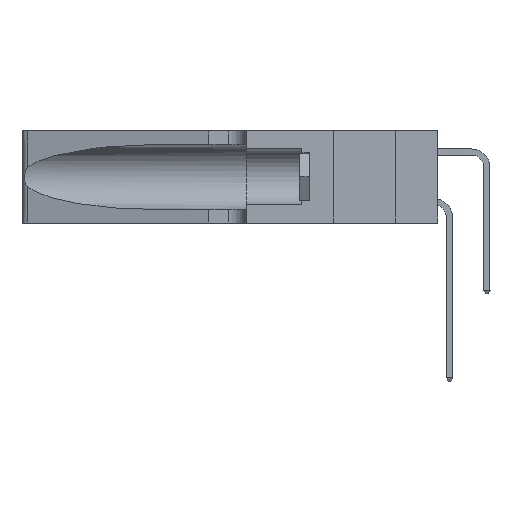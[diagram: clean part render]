
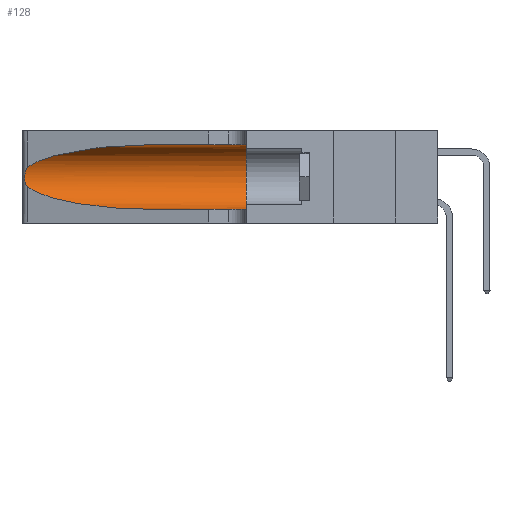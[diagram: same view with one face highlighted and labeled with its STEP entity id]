
A CAD part, left-side view. The second image highlights one B-rep face of the part: STEP entity #128.
In plain terms, the highlighted cylindrical face has radius 3.308 mm (diameter 6.617 mm), a partial arc.
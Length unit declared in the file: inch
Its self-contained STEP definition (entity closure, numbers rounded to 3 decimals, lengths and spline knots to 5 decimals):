
#128 = ADVANCED_FACE ( 'NONE', ( #16393 ), #228, .F. ) ;
#228 = CYLINDRICAL_SURFACE ( 'NONE', #15471, 0.13025 ) ;
#336 = CARTESIAN_POINT ( 'NONE',  ( 0.25555, 1.22994, 0.2215 ) ) ;
#359 = CARTESIAN_POINT ( 'NONE',  ( 0.1305, 0.35, 0.185 ) ) ;
#420 = CARTESIAN_POINT ( 'NONE',  ( 0.25787, 1.23484, 0.2124 ) ) ;
#424 = VERTEX_POINT ( 'NONE', #24946 ) ;
#786 = CARTESIAN_POINT ( 'NONE',  ( 0.2373, 1.15595, 0.28018 ) ) ;
#1520 = VERTEX_POINT ( 'NONE', #14693 ) ;
#1593 = CARTESIAN_POINT ( 'NONE',  ( 0.1305, 1.61858, 0.31525 ) ) ;
#2460 = DIRECTION ( 'NONE',  ( 0., 0., 1. ) ) ;
#2529 = CARTESIAN_POINT ( 'NONE',  ( 0.26018, 1.23835, 0.19895 ) ) ;
#2677 =( BOUNDED_CURVE ( )  B_SPLINE_CURVE ( 3, ( #12812, #22594, #6902, #20744 ),
 .UNSPECIFIED., .F., .F. ) 
 B_SPLINE_CURVE_WITH_KNOTS ( ( 4, 4 ),
 ( 3.44316, 4.71239 ),
 .UNSPECIFIED. ) 
 CURVE ( )  GEOMETRIC_REPRESENTATION_ITEM ( )  RATIONAL_B_SPLINE_CURVE ( ( 1., 0.87, 0.87, 1. ) ) 
 REPRESENTATION_ITEM ( '' )  );
#3361 = B_SPLINE_CURVE_WITH_KNOTS ( 'NONE', 3,
 ( #20467, #336, #12609, #420, #14607, #2529, #16607, #4644, #18572, #6693, #20538, #8670, #22483, #10684 ),
 .UNSPECIFIED., .F., .F.,
 ( 4, 2, 2, 2, 2, 2, 4 ),
 ( 0., 0.00027, 0.00053, 0.00107, 0.0016, 0.00187, 0.00214 ),
 .UNSPECIFIED. ) ;
#3692 = DIRECTION ( 'NONE',  ( 0., -1., 0. ) ) ;
#3766 = VERTEX_POINT ( 'NONE', #14704 ) ;
#4644 = CARTESIAN_POINT ( 'NONE',  ( 0.26075, 1.23896, 0.178 ) ) ;
#4887 = LINE ( 'NONE', #1593, #14885 ) ;
#5122 = EDGE_LOOP ( 'NONE', ( #20828, #21677, #13241, #21380, #5710, #22357 ) ) ;
#5710 = ORIENTED_EDGE ( 'NONE', *, *, #13593, .F. ) ;
#5890 = VERTEX_POINT ( 'NONE', #21149 ) ;
#6325 =( BOUNDED_CURVE ( )  B_SPLINE_CURVE ( 3, ( #24719, #12973, #786, #14977 ),
 .UNSPECIFIED., .F., .F. ) 
 B_SPLINE_CURVE_WITH_KNOTS ( ( 4, 4 ),
 ( 1.5708, 2.84003 ),
 .UNSPECIFIED. ) 
 CURVE ( )  GEOMETRIC_REPRESENTATION_ITEM ( )  RATIONAL_B_SPLINE_CURVE ( ( 1., 0.87, 0.87, 1. ) ) 
 REPRESENTATION_ITEM ( '' )  );
#6693 = CARTESIAN_POINT ( 'NONE',  ( 0.25856, 1.23593, 0.16098 ) ) ;
#6902 = CARTESIAN_POINT ( 'NONE',  ( 0.18966, 0.96281, 0.05475 ) ) ;
#7687 = EDGE_CURVE ( 'NONE', #424, #1520, #3361, .T. ) ;
#8275 = CARTESIAN_POINT ( 'NONE',  ( 0.1305, 1.61858, 0.185 ) ) ;
#8627 = DIRECTION ( 'NONE',  ( 0., 0., -1. ) ) ;
#8670 = CARTESIAN_POINT ( 'NONE',  ( 0.25639, 1.23186, 0.15144 ) ) ;
#8735 = LINE ( 'NONE', #11942, #18681 ) ;
#8880 = VERTEX_POINT ( 'NONE', #14558 ) ;
#8957 = EDGE_CURVE ( 'NONE', #1520, #3766, #2677, .T. ) ;
#10546 = EDGE_CURVE ( 'NONE', #3766, #5890, #8735, .T. ) ;
#10684 = CARTESIAN_POINT ( 'NONE',  ( 0.25487, 1.22718, 0.14631 ) ) ;
#11942 = CARTESIAN_POINT ( 'NONE',  ( 0.1305, 1.61858, 0.05475 ) ) ;
#12609 = CARTESIAN_POINT ( 'NONE',  ( 0.25639, 1.23184, 0.21858 ) ) ;
#12812 = CARTESIAN_POINT ( 'NONE',  ( 0.25487, 1.22718, 0.14631 ) ) ;
#12973 = CARTESIAN_POINT ( 'NONE',  ( 0.18966, 0.96281, 0.31525 ) ) ;
#13241 = ORIENTED_EDGE ( 'NONE', *, *, #8957, .T. ) ;
#13593 = EDGE_CURVE ( 'NONE', #14368, #5890, #25532, .T. ) ;
#13941 = DIRECTION ( 'NONE',  ( 0., -1., 0. ) ) ;
#14368 = VERTEX_POINT ( 'NONE', #24624 ) ;
#14549 = DIRECTION ( 'NONE',  ( 0., 1., 0. ) ) ;
#14558 = CARTESIAN_POINT ( 'NONE',  ( 0.1305, 0.72297, 0.31525 ) ) ;
#14607 = CARTESIAN_POINT ( 'NONE',  ( 0.25854, 1.2359, 0.20912 ) ) ;
#14693 = CARTESIAN_POINT ( 'NONE',  ( 0.25487, 1.22718, 0.14631 ) ) ;
#14704 = CARTESIAN_POINT ( 'NONE',  ( 0.1305, 0.72297, 0.05475 ) ) ;
#14885 = VECTOR ( 'NONE', #3692, 39.37008 ) ;
#14977 = CARTESIAN_POINT ( 'NONE',  ( 0.25487, 1.22718, 0.22369 ) ) ;
#15471 = AXIS2_PLACEMENT_3D ( 'NONE', #8275, #22017, #8627 ) ;
#16393 = FACE_OUTER_BOUND ( 'NONE', #5122, .T. ) ;
#16433 = EDGE_CURVE ( 'NONE', #8880, #14368, #4887, .T. ) ;
#16607 = CARTESIAN_POINT ( 'NONE',  ( 0.26075, 1.23896, 0.19203 ) ) ;
#18572 = CARTESIAN_POINT ( 'NONE',  ( 0.26017, 1.23833, 0.17102 ) ) ;
#18681 = VECTOR ( 'NONE', #13941, 39.37008 ) ;
#20071 = AXIS2_PLACEMENT_3D ( 'NONE', #359, #14549, #2460 ) ;
#20467 = CARTESIAN_POINT ( 'NONE',  ( 0.25487, 1.22718, 0.22369 ) ) ;
#20538 = CARTESIAN_POINT ( 'NONE',  ( 0.25789, 1.23486, 0.15765 ) ) ;
#20744 = CARTESIAN_POINT ( 'NONE',  ( 0.1305, 0.72297, 0.05475 ) ) ;
#20828 = ORIENTED_EDGE ( 'NONE', *, *, #22459, .T. ) ;
#21149 = CARTESIAN_POINT ( 'NONE',  ( 0.1305, 0.35, 0.05475 ) ) ;
#21380 = ORIENTED_EDGE ( 'NONE', *, *, #10546, .T. ) ;
#21677 = ORIENTED_EDGE ( 'NONE', *, *, #7687, .T. ) ;
#22017 = DIRECTION ( 'NONE',  ( 0., -1., 0. ) ) ;
#22357 = ORIENTED_EDGE ( 'NONE', *, *, #16433, .F. ) ;
#22459 = EDGE_CURVE ( 'NONE', #8880, #424, #6325, .T. ) ;
#22483 = CARTESIAN_POINT ( 'NONE',  ( 0.25555, 1.22993, 0.14849 ) ) ;
#22594 = CARTESIAN_POINT ( 'NONE',  ( 0.2373, 1.15595, 0.08982 ) ) ;
#24624 = CARTESIAN_POINT ( 'NONE',  ( 0.1305, 0.35, 0.31525 ) ) ;
#24719 = CARTESIAN_POINT ( 'NONE',  ( 0.1305, 0.72297, 0.31525 ) ) ;
#24946 = CARTESIAN_POINT ( 'NONE',  ( 0.25487, 1.22718, 0.22369 ) ) ;
#25532 = CIRCLE ( 'NONE', #20071, 0.13025 ) ;
